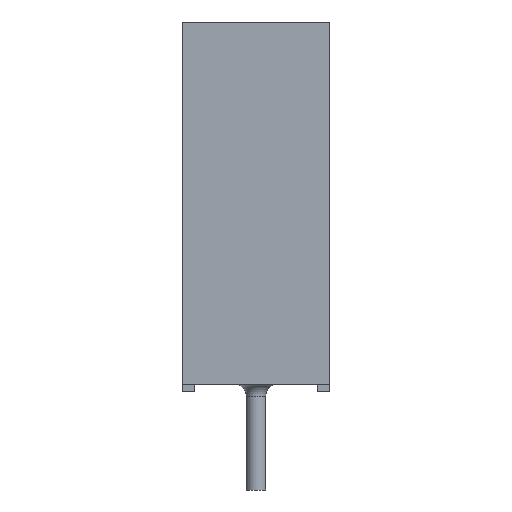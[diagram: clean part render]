
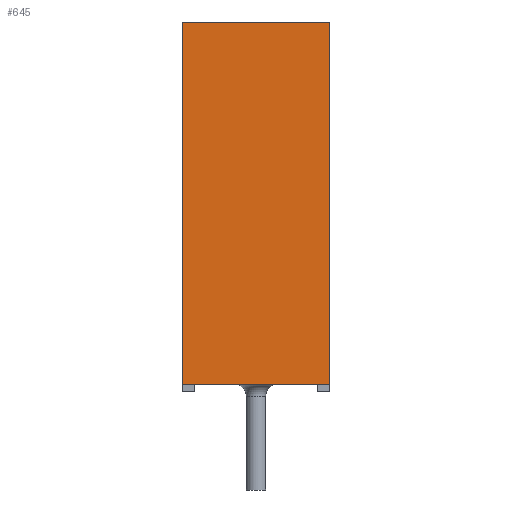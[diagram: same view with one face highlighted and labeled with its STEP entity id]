
A CAD part, left-side view. The second image highlights one B-rep face of the part: STEP entity #645.
In plain terms, the highlighted planar face has unit normal (-1, 0, 0).
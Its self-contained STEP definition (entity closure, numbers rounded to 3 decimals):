
#645 = ADVANCED_FACE( '', ( #1358 ), #1359, .F. );
#1358 = FACE_OUTER_BOUND( '', #2136, .T. );
#1359 = PLANE( '', #2137 );
#2136 = EDGE_LOOP( '', ( #4693, #4694, #4695, #4696 ) );
#2137 = AXIS2_PLACEMENT_3D( '', #4697, #4698, #4699 );
#4693 = ORIENTED_EDGE( '', *, *, #5538, .T. );
#4694 = ORIENTED_EDGE( '', *, *, #5499, .F. );
#4695 = ORIENTED_EDGE( '', *, *, #5453, .F. );
#4696 = ORIENTED_EDGE( '', *, *, #5617, .T. );
#4697 = CARTESIAN_POINT( '', ( -13., -3., 7.35 ) );
#4698 = DIRECTION( '', ( 1., 0., 0. ) );
#4699 = DIRECTION( '', ( 0., 0., -1. ) );
#5453 = EDGE_CURVE( '', #6560, #6561, #6562, .T. );
#5499 = EDGE_CURVE( '', #6561, #6623, #6624, .T. );
#5538 = EDGE_CURVE( '', #6672, #6623, #6673, .T. );
#5617 = EDGE_CURVE( '', #6560, #6672, #6779, .T. );
#6560 = VERTEX_POINT( '', #9397 );
#6561 = VERTEX_POINT( '', #9398 );
#6562 = LINE( '', #9399, #9400 );
#6623 = VERTEX_POINT( '', #9532 );
#6624 = LINE( '', #9533, #9534 );
#6672 = VERTEX_POINT( '', #9689 );
#6673 = LINE( '', #9690, #9691 );
#6779 = LINE( '', #9943, #9944 );
#9397 = CARTESIAN_POINT( '', ( -13., -3., 7.35 ) );
#9398 = CARTESIAN_POINT( '', ( -13., -3., -7.35 ) );
#9399 = CARTESIAN_POINT( '', ( -13., -3., 7.35 ) );
#9400 = VECTOR( '', #10373, 1000. );
#9532 = CARTESIAN_POINT( '', ( -13., 3., -7.35 ) );
#9533 = CARTESIAN_POINT( '', ( -13., -3., -7.35 ) );
#9534 = VECTOR( '', #10399, 1000. );
#9689 = CARTESIAN_POINT( '', ( -13., 3., 7.35 ) );
#9690 = CARTESIAN_POINT( '', ( -13., 3., 7.35 ) );
#9691 = VECTOR( '', #10412, 1000. );
#9943 = CARTESIAN_POINT( '', ( -13., -3., 7.35 ) );
#9944 = VECTOR( '', #10461, 1000. );
#10373 = DIRECTION( '', ( 0., 0., -1. ) );
#10399 = DIRECTION( '', ( 0., 1., 0. ) );
#10412 = DIRECTION( '', ( 0., 0., -1. ) );
#10461 = DIRECTION( '', ( 0., 1., 0. ) );
